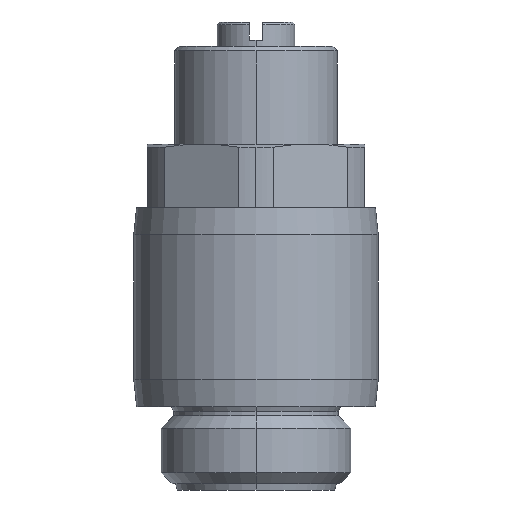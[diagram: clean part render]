
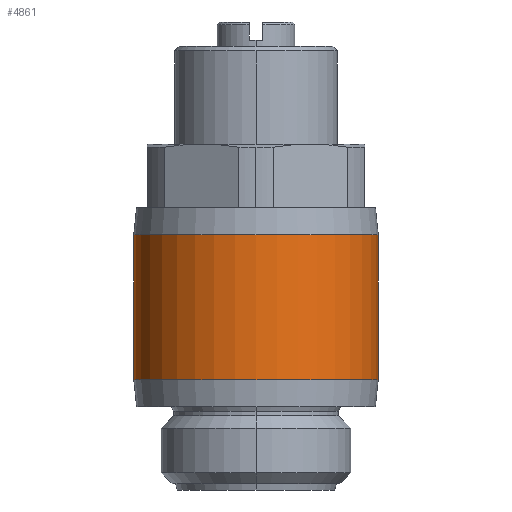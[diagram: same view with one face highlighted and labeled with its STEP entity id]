
A CAD part, left-side view. The second image highlights one B-rep face of the part: STEP entity #4861.
In plain terms, the highlighted cylindrical face has radius 13.5 mm (diameter 27 mm), a partial arc.
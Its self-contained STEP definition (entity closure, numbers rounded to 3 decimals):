
#379 = VECTOR ( 'NONE', #13519, 1000. ) ;
#900 = EDGE_LOOP ( 'NONE', ( #9895, #1969, #2575, #1696 ) ) ;
#1394 = AXIS2_PLACEMENT_3D ( 'NONE', #4236, #12932, #5498 ) ;
#1696 = ORIENTED_EDGE ( 'NONE', *, *, #13244, .F. ) ;
#1969 = ORIENTED_EDGE ( 'NONE', *, *, #14399, .T. ) ;
#2575 = ORIENTED_EDGE ( 'NONE', *, *, #9869, .T. ) ;
#3000 = VERTEX_POINT ( 'NONE', #5978 ) ;
#4236 = CARTESIAN_POINT ( 'NONE',  ( 8.5, 0., -8. ) ) ;
#4861 = ADVANCED_FACE ( 'NONE', ( #11746 ), #14657, .T. ) ;
#5498 = DIRECTION ( 'NONE',  ( 0., -1., 0. ) ) ;
#5978 = CARTESIAN_POINT ( 'NONE',  ( 8.5, -13.5, 8. ) ) ;
#6015 = VECTOR ( 'NONE', #8538, 1000. ) ;
#6802 = DIRECTION ( 'NONE',  ( 0., 0., -1. ) ) ;
#8044 = CARTESIAN_POINT ( 'NONE',  ( 8.5, 13.5, -8. ) ) ;
#8538 = DIRECTION ( 'NONE',  ( 0., 0., 1. ) ) ;
#8608 = CARTESIAN_POINT ( 'NONE',  ( 8.5, -13.5, 0. ) ) ;
#9074 = CIRCLE ( 'NONE', #9098, 13.5 ) ;
#9098 = AXIS2_PLACEMENT_3D ( 'NONE', #12873, #6802, #9227 ) ;
#9227 = DIRECTION ( 'NONE',  ( 0., -1., 0. ) ) ;
#9629 = VERTEX_POINT ( 'NONE', #13583 ) ;
#9827 = VERTEX_POINT ( 'NONE', #8044 ) ;
#9869 = EDGE_CURVE ( 'NONE', #9629, #3000, #9074, .T. ) ;
#9895 = ORIENTED_EDGE ( 'NONE', *, *, #11928, .T. ) ;
#10454 = LINE ( 'NONE', #13241, #6015 ) ;
#11336 = CIRCLE ( 'NONE', #1394, 13.5 ) ;
#11746 = FACE_OUTER_BOUND ( 'NONE', #900, .T. ) ;
#11928 = EDGE_CURVE ( 'NONE', #15511, #9827, #11336, .T. ) ;
#12352 = CARTESIAN_POINT ( 'NONE',  ( 8.5, 0., 0. ) ) ;
#12873 = CARTESIAN_POINT ( 'NONE',  ( 8.5, 0., 8. ) ) ;
#12932 = DIRECTION ( 'NONE',  ( 0., 0., 1. ) ) ;
#13226 = DIRECTION ( 'NONE',  ( 0., -1., 0. ) ) ;
#13241 = CARTESIAN_POINT ( 'NONE',  ( 8.5, 13.5, 0. ) ) ;
#13244 = EDGE_CURVE ( 'NONE', #15511, #3000, #13823, .T. ) ;
#13519 = DIRECTION ( 'NONE',  ( 0., 0., 1. ) ) ;
#13583 = CARTESIAN_POINT ( 'NONE',  ( 8.5, 13.5, 8. ) ) ;
#13823 = LINE ( 'NONE', #8608, #379 ) ;
#14399 = EDGE_CURVE ( 'NONE', #9827, #9629, #10454, .T. ) ;
#14657 = CYLINDRICAL_SURFACE ( 'NONE', #16125, 13.5 ) ;
#14945 = DIRECTION ( 'NONE',  ( 0., 0., 1. ) ) ;
#15511 = VERTEX_POINT ( 'NONE', #16079 ) ;
#16079 = CARTESIAN_POINT ( 'NONE',  ( 8.5, -13.5, -8. ) ) ;
#16125 = AXIS2_PLACEMENT_3D ( 'NONE', #12352, #14945, #13226 ) ;
